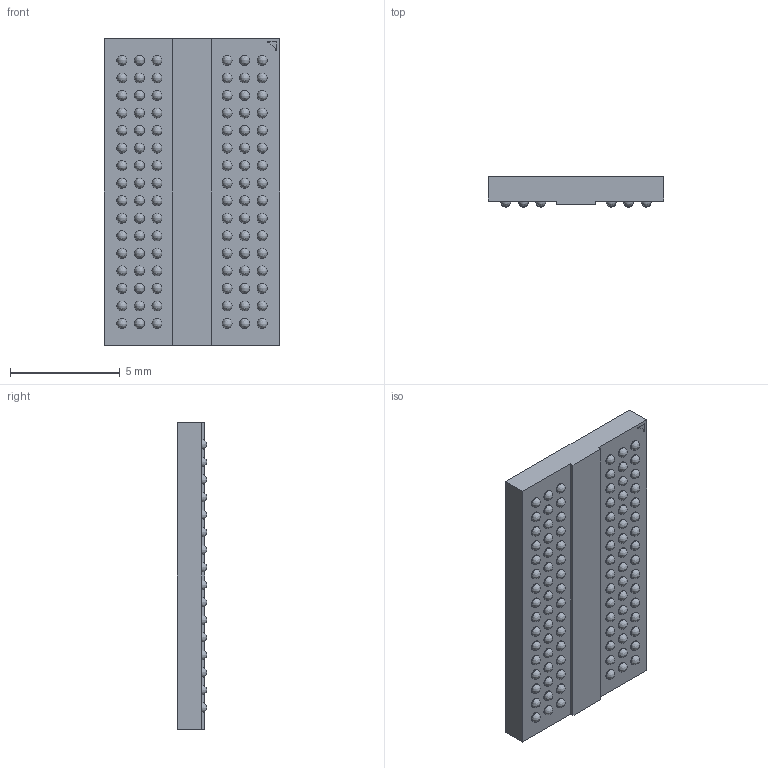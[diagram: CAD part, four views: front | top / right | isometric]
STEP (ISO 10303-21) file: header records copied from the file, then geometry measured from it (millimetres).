
FILE_DESCRIPTION (( 'STEP AP214' ), '1' );
FILE_NAME ('User Library-FBGA96_14x8mm.STEP', '2021-03-28T12:41:22', ( '' ), ( '' ), 'SwSTEP 2.0', 'SolidWorks 2020', '' );
FILE_SCHEMA (( 'AUTOMOTIVE_DESIGN' ));
Length unit declared in the file: millimetre
Products named in the file (1): User Library-FBGA96_14x8mm
Bounding box: 8 x 1.35 x 14 mm (x, y, z)
Volume: 129.9 mm3; surface area: 297.1 mm2
Topology: 1 solids, 1 shells, 497 faces, 1446 edges, 772 vertices
Faces by surface type: bspline 235, cylinder 194, plane 68
Entity records: 22928 total; most frequent: CARTESIAN_POINT 7866, ORIENTED_EDGE 2124, DIRECTION 2082, EDGE_CURVE 1062, AXIS2_PLACEMENT_3D 843, VERTEX_POINT 772, EDGE_LOOP 702, CIRCLE 580
